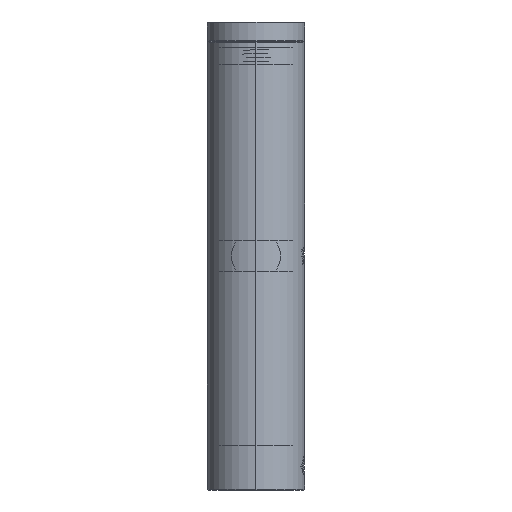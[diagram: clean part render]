
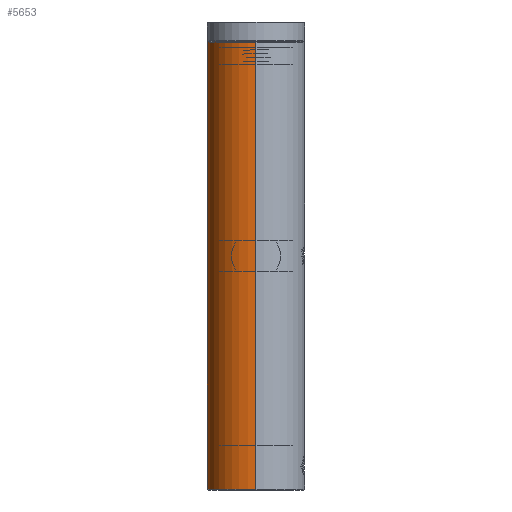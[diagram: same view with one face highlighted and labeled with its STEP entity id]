
A CAD part, left-side view. The second image highlights one B-rep face of the part: STEP entity #5653.
In plain terms, the highlighted cylindrical face has radius 12.5 mm (diameter 25 mm), a partial arc.
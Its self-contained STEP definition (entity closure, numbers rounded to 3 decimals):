
#3385=CARTESIAN_POINT('',(114.8,0.,0.));
#3386=DIRECTION('',(-1.,0.,0.));
#3387=DIRECTION('',(0.,1.,0.));
#3388=AXIS2_PLACEMENT_3D('',#3385,#3386,#3387);
#3390=DIRECTION('',(-1.,0.,0.));
#3391=VECTOR('',#3390,114.6);
#3392=CARTESIAN_POINT('',(114.8,12.5,0.));
#3393=LINE('',#3392,#3391);
#3394=CARTESIAN_POINT('',(0.2,0.,0.));
#3395=DIRECTION('',(-1.,0.,0.));
#3396=DIRECTION('',(0.,1.,0.));
#3397=AXIS2_PLACEMENT_3D('',#3394,#3395,#3396);
#3399=DIRECTION('',(-1.,0.,0.));
#3400=VECTOR('',#3399,53.55);
#3401=CARTESIAN_POINT('',(53.75,-12.5,0.));
#3402=LINE('',#3401,#3400);
#3403=CARTESIAN_POINT('',(66.25,-12.5,0.));
#3404=CARTESIAN_POINT('',(66.25,-12.5,-0.417));
#3405=CARTESIAN_POINT('',(66.168,-12.459,
-1.234));
#3406=CARTESIAN_POINT('',(65.808,-12.283,
-2.415));
#3407=CARTESIAN_POINT('',(65.236,-12.02,
-3.482));
#3408=CARTESIAN_POINT('',(64.477,-11.706,
-4.416));
#3409=CARTESIAN_POINT('',(63.551,-11.38,
-5.19));
#3410=CARTESIAN_POINT('',(62.482,-11.088,
-5.78));
#3411=CARTESIAN_POINT('',(61.286,-10.878,
-6.159));
#3412=CARTESIAN_POINT('',(60.025,-10.8,
-6.293));
#3413=CARTESIAN_POINT('',(58.765,-10.872,
-6.17));
#3414=CARTESIAN_POINT('',(57.57,-11.076,
-5.802));
#3415=CARTESIAN_POINT('',(56.491,-11.366,
-5.219));
#3416=CARTESIAN_POINT('',(55.553,-11.694,
-4.447));
#3417=CARTESIAN_POINT('',(54.781,-12.013,
-3.509));
#3418=CARTESIAN_POINT('',(54.2,-12.279,
-2.436));
#3419=CARTESIAN_POINT('',(53.833,-12.458,
-1.245));
#3420=CARTESIAN_POINT('',(53.75,-12.5,-0.421));
#3421=CARTESIAN_POINT('',(53.75,-12.5,0.));
#3423=DIRECTION('',(-1.,0.,0.));
#3424=VECTOR('',#3423,48.55);
#3425=CARTESIAN_POINT('',(114.8,-12.5,0.));
#3426=LINE('',#3425,#3424);
#3514=CARTESIAN_POINT('',(53.75,-12.5,0.));
#3532=CARTESIAN_POINT('',(66.25,-12.5,0.));
#4836=VERTEX_POINT('',#3514);
#4837=VERTEX_POINT('',#3532);
#4947=CARTESIAN_POINT('',(114.8,-12.5,0.));
#4948=CARTESIAN_POINT('',(114.8,12.5,0.));
#4949=VERTEX_POINT('',#4947);
#4950=VERTEX_POINT('',#4948);
#4959=CARTESIAN_POINT('',(0.2,-12.5,0.));
#4960=CARTESIAN_POINT('',(0.2,12.5,0.));
#4961=VERTEX_POINT('',#4959);
#4962=VERTEX_POINT('',#4960);
#5635=CARTESIAN_POINT('',(-5.75,0.,0.));
#5636=DIRECTION('',(1.,0.,0.));
#5637=DIRECTION('',(0.,-1.,0.));
#5638=AXIS2_PLACEMENT_3D('',#5635,#5636,#5637);
#5639=CYLINDRICAL_SURFACE('',#5638,12.5);
#5641=ORIENTED_EDGE('',*,*,#5640,.F.);
#5643=ORIENTED_EDGE('',*,*,#5642,.T.);
#5645=ORIENTED_EDGE('',*,*,#5644,.T.);
#5647=ORIENTED_EDGE('',*,*,#5646,.F.);
#5648=ORIENTED_EDGE('',*,*,#5618,.F.);
#5650=ORIENTED_EDGE('',*,*,#5649,.F.);
#5651=EDGE_LOOP('',(#5641,#5643,#5645,#5647,#5648,#5650));
#5652=FACE_OUTER_BOUND('',#5651,.F.);
#3389=CIRCLE('',#3388,12.5);
#3398=CIRCLE('',#3397,12.5);
#3422=B_SPLINE_CURVE_WITH_KNOTS('',3,(#3403,#3404,#3405,#3406,#3407,#3408,#3409,
#3410,#3411,#3412,#3413,#3414,#3415,#3416,#3417,#3418,#3419,#3420,#3421),
.UNSPECIFIED.,.F.,.F.,(4,1,1,1,1,1,1,1,1,1,1,1,1,1,1,1,4),(0.,0.063,0.125,
0.188,0.25,0.313,0.375,0.438,0.5,0.563,0.625,0.688,
0.75,0.813,0.875,0.938,1.),.UNSPECIFIED.);
#5618=EDGE_CURVE('',#4837,#4836,#3422,.T.);
#5640=EDGE_CURVE('',#4950,#4949,#3389,.T.);
#5642=EDGE_CURVE('',#4950,#4962,#3393,.T.);
#5644=EDGE_CURVE('',#4962,#4961,#3398,.T.);
#5646=EDGE_CURVE('',#4836,#4961,#3402,.T.);
#5649=EDGE_CURVE('',#4949,#4837,#3426,.T.);
#5653=ADVANCED_FACE('',(#5652),#5639,.T.);
